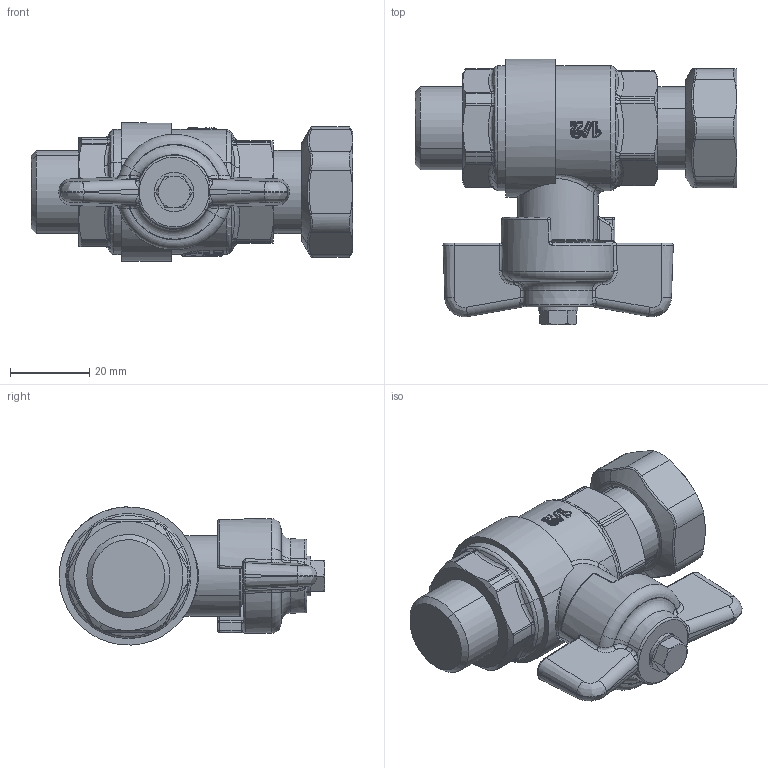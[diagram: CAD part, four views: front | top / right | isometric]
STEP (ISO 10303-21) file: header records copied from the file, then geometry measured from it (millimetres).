
FILE_DESCRIPTION(('CATIA V5 STEP Exchange'),'2;1');
FILE_NAME('STEP_334400_-_TST.stp','2017-11-21T10:01:42+00:00',('none'),('none'),'CATIA Version 5-6 Release 2016 SP4','CATIA V5 STEP AP203','none');
FILE_SCHEMA(('CONFIG_CONTROL_DESIGN'));
Length unit declared in the file: millimetre
Products named in the file (1): _3344000001_sw0001
Bounding box: 81 x 66.85 x 34.77 mm (x, y, z)
Surface area: 19700.3 mm2 (no closed solid volume)
Topology: 0 solids, 18 shells, 645 faces, 1565 edges, 894 vertices
Faces by surface type: bspline 291, cylinder 127, plane 86, cone 60, torus 49, sphere 32
Entity records: 29966 total; most frequent: CARTESIAN_POINT 19134, ORIENTED_EDGE 2881, EDGE_CURVE 1526, DIRECTION 1249, VERTEX_POINT 894, ADVANCED_FACE 645, EDGE_LOOP 645, FACE_OUTER_BOUND 645
